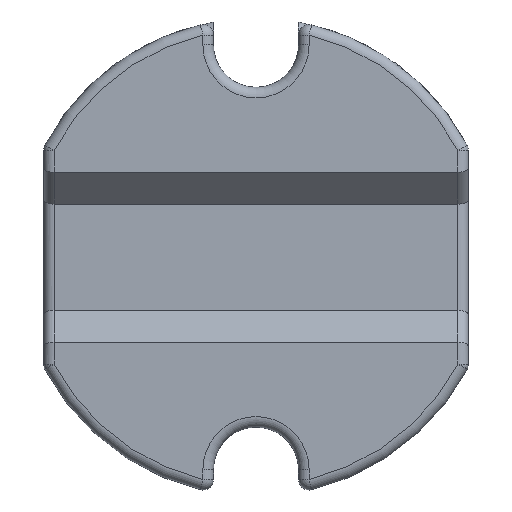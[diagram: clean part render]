
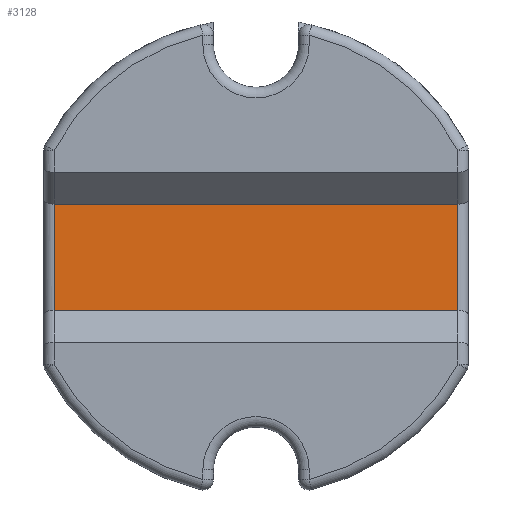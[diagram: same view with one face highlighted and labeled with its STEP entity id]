
A CAD part, front view. The second image highlights one B-rep face of the part: STEP entity #3128.
In plain terms, the highlighted planar face has unit normal (0, -1, 0).
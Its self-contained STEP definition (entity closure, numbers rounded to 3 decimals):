
#186 = CARTESIAN_POINT ( 'NONE',  ( -12., 0.3, 0.5 ) ) ;
#224 = CARTESIAN_POINT ( 'NONE',  ( -12., 0.3, -0.5 ) ) ;
#324 = VECTOR ( 'NONE', #678, 1000. ) ;
#327 = CARTESIAN_POINT ( 'NONE',  ( 1.9, 0.3, -0.5 ) ) ;
#398 = VERTEX_POINT ( 'NONE', #327 ) ;
#422 = AXIS2_PLACEMENT_3D ( 'NONE', #186, #943, #3441 ) ;
#436 = VERTEX_POINT ( 'NONE', #4291 ) ;
#461 = LINE ( 'NONE', #4393, #4127 ) ;
#573 = PLANE ( 'NONE',  #422 ) ;
#616 = CARTESIAN_POINT ( 'NONE',  ( -1.9, 0.3, -0.5 ) ) ;
#678 = DIRECTION ( 'NONE',  ( 0., 0., -1. ) ) ;
#943 = DIRECTION ( 'NONE',  ( 0., 1., 0. ) ) ;
#978 = EDGE_CURVE ( 'NONE', #4440, #998, #3290, .T. ) ;
#998 = VERTEX_POINT ( 'NONE', #1426 ) ;
#1186 = EDGE_CURVE ( 'NONE', #4440, #436, #461, .T. ) ;
#1273 = EDGE_CURVE ( 'NONE', #398, #436, #1370, .T. ) ;
#1370 = LINE ( 'NONE', #2092, #4076 ) ;
#1426 = CARTESIAN_POINT ( 'NONE',  ( -1.9, 0.3, -0.5 ) ) ;
#1832 = DIRECTION ( 'NONE',  ( 0., 0., 1. ) ) ;
#1871 = ORIENTED_EDGE ( 'NONE', *, *, #1273, .T. ) ;
#1879 = VECTOR ( 'NONE', #3477, 1000. ) ;
#1975 = DIRECTION ( 'NONE',  ( 1., 0., 0. ) ) ;
#2092 = CARTESIAN_POINT ( 'NONE',  ( 1.9, 0.3, 0.5 ) ) ;
#2125 = EDGE_LOOP ( 'NONE', ( #2356, #2290, #2705, #1871 ) ) ;
#2290 = ORIENTED_EDGE ( 'NONE', *, *, #978, .T. ) ;
#2356 = ORIENTED_EDGE ( 'NONE', *, *, #1186, .F. ) ;
#2686 = CARTESIAN_POINT ( 'NONE',  ( -1.9, 0.3, 0.5 ) ) ;
#2705 = ORIENTED_EDGE ( 'NONE', *, *, #2818, .T. ) ;
#2816 = LINE ( 'NONE', #224, #1879 ) ;
#2818 = EDGE_CURVE ( 'NONE', #998, #398, #2816, .T. ) ;
#3128 = ADVANCED_FACE ( 'NONE', ( #3930 ), #573, .F. ) ;
#3290 = LINE ( 'NONE', #616, #324 ) ;
#3441 = DIRECTION ( 'NONE',  ( 0., 0., 1. ) ) ;
#3477 = DIRECTION ( 'NONE',  ( 1., 0., 0. ) ) ;
#3930 = FACE_OUTER_BOUND ( 'NONE', #2125, .T. ) ;
#4076 = VECTOR ( 'NONE', #1832, 1000. ) ;
#4127 = VECTOR ( 'NONE', #1975, 1000. ) ;
#4291 = CARTESIAN_POINT ( 'NONE',  ( 1.9, 0.3, 0.5 ) ) ;
#4393 = CARTESIAN_POINT ( 'NONE',  ( -12., 0.3, 0.5 ) ) ;
#4440 = VERTEX_POINT ( 'NONE', #2686 ) ;
